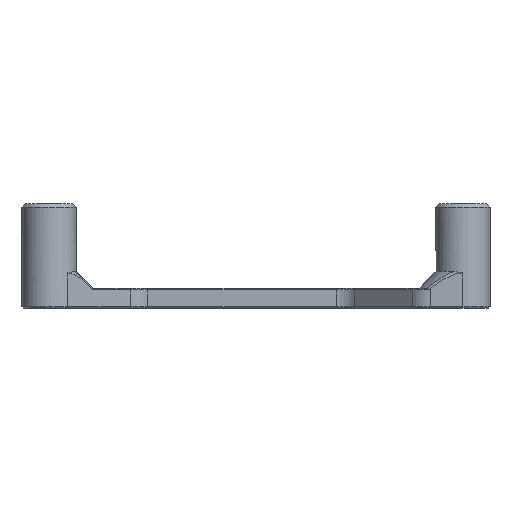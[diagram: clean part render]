
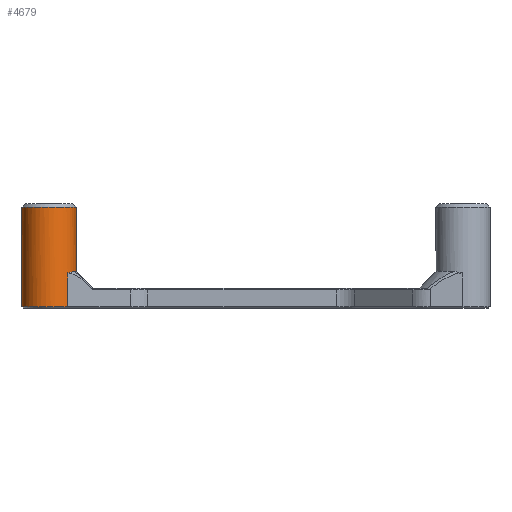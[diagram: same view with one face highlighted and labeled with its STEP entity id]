
A CAD part, left-side view. The second image highlights one B-rep face of the part: STEP entity #4679.
In plain terms, the highlighted cylindrical face has radius 3.2 mm (diameter 6.4 mm), a full revolution.
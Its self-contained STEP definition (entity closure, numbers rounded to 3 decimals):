
#41=B_SPLINE_CURVE_WITH_KNOTS('',3,(#7399,#7400,#7401,#7402,#7403,#7404,
#7405,#7406,#7407,#7408,#7409,#7410,#7411,#7412),.UNSPECIFIED.,.F.,.F.,
(4,2,2,2,2,2,4),(0.1,0.101,0.103,
0.107,0.114,0.131,0.2),
 .UNSPECIFIED.);
#42=B_SPLINE_CURVE_WITH_KNOTS('',3,(#7415,#7416,#7417,#7418,#7419,#7420,
#7421,#7422,#7423,#7424,#7425,#7426,#7427,#7428,#7429,#7430,#7431,#7432,
#7433,#7434,#7435,#7436,#7437,#7438,#7439,#7440,#7441,#7442,#7443,#7444,
#7445,#7446,#7447,#7448),.UNSPECIFIED.,.F.,.F.,(4,3,3,3,3,3,3,3,3,3,3,4),
(0.,0.012,0.025,0.037,0.047,
0.059,0.071,0.083,0.089,
0.096,0.099,0.1),.UNSPECIFIED.);
#142=CYLINDRICAL_SURFACE('',#5110,3.2);
#398=FACE_OUTER_BOUND('',#702,.T.);
#702=EDGE_LOOP('',(#3560,#3561,#3562,#3563,#3564,#3565,#3566,#3567,#3568,
#3569,#3570));
#1028=CIRCLE('',#5079,3.2);
#1039=CIRCLE('',#5111,3.2);
#1040=CIRCLE('',#5112,3.2);
#1041=CIRCLE('',#5113,3.2);
#1042=CIRCLE('',#5114,3.2);
#1298=LINE('',#7389,#1715);
#1299=LINE('',#7395,#1716);
#1300=LINE('',#7413,#1717);
#1715=VECTOR('',#5984,10.);
#1716=VECTOR('',#5989,3.2);
#1717=VECTOR('',#5992,10.);
#2160=VERTEX_POINT('',#7292);
#2161=VERTEX_POINT('',#7296);
#2183=VERTEX_POINT('',#7383);
#2184=VERTEX_POINT('',#7391);
#2185=VERTEX_POINT('',#7392);
#2186=VERTEX_POINT('',#7394);
#2187=VERTEX_POINT('',#7396);
#2188=VERTEX_POINT('',#7398);
#2189=VERTEX_POINT('',#7414);
#2648=EDGE_CURVE('',#2160,#2161,#1028,.T.);
#2690=EDGE_CURVE('',#2161,#2183,#1298,.T.);
#2691=EDGE_CURVE('',#2184,#2185,#1039,.T.);
#2692=EDGE_CURVE('',#2185,#2186,#1299,.T.);
#2693=EDGE_CURVE('',#2186,#2187,#1040,.T.);
#2694=EDGE_CURVE('',#2187,#2188,#41,.F.);
#2695=EDGE_CURVE('',#2160,#2188,#1300,.T.);
#2696=EDGE_CURVE('',#2183,#2189,#42,.F.);
#2697=EDGE_CURVE('',#2189,#2186,#1041,.T.);
#2698=EDGE_CURVE('',#2185,#2184,#1042,.T.);
#3560=ORIENTED_EDGE('',*,*,#2691,.T.);
#3561=ORIENTED_EDGE('',*,*,#2692,.T.);
#3562=ORIENTED_EDGE('',*,*,#2693,.T.);
#3563=ORIENTED_EDGE('',*,*,#2694,.T.);
#3564=ORIENTED_EDGE('',*,*,#2695,.F.);
#3565=ORIENTED_EDGE('',*,*,#2648,.T.);
#3566=ORIENTED_EDGE('',*,*,#2690,.T.);
#3567=ORIENTED_EDGE('',*,*,#2696,.T.);
#3568=ORIENTED_EDGE('',*,*,#2697,.T.);
#3569=ORIENTED_EDGE('',*,*,#2692,.F.);
#3570=ORIENTED_EDGE('',*,*,#2698,.T.);
#4679=ADVANCED_FACE('',(#398),#142,.T.);
#5079=AXIS2_PLACEMENT_3D('',#7298,#5893,#5894);
#5110=AXIS2_PLACEMENT_3D('',#7390,#5985,#5986);
#5111=AXIS2_PLACEMENT_3D('',#7393,#5987,#5988);
#5112=AXIS2_PLACEMENT_3D('',#7397,#5990,#5991);
#5113=AXIS2_PLACEMENT_3D('',#7449,#5993,#5994);
#5114=AXIS2_PLACEMENT_3D('',#7450,#5995,#5996);
#5893=DIRECTION('center_axis',(0.,0.,1.));
#5894=DIRECTION('ref_axis',(-1.,0.,0.));
#5984=DIRECTION('',(0.,0.,1.));
#5985=DIRECTION('center_axis',(0.,0.,-1.));
#5986=DIRECTION('ref_axis',(-1.,0.,0.));
#5987=DIRECTION('center_axis',(0.,0.,-1.));
#5988=DIRECTION('ref_axis',(1.,0.,0.));
#5989=DIRECTION('',(0.,0.,-1.));
#5990=DIRECTION('center_axis',(0.,0.,1.));
#5991=DIRECTION('ref_axis',(1.,0.,0.));
#5992=DIRECTION('',(0.,0.,1.));
#5993=DIRECTION('center_axis',(0.,0.,1.));
#5994=DIRECTION('ref_axis',(1.,0.,0.));
#5995=DIRECTION('center_axis',(0.,0.,-1.));
#5996=DIRECTION('ref_axis',(1.,0.,0.));
#7292=CARTESIAN_POINT('',(-118.171,27.695,0.2));
#7296=CARTESIAN_POINT('',(-122.829,23.305,0.2));
#7298=CARTESIAN_POINT('Origin',(-120.5,25.5,0.2));
#7383=CARTESIAN_POINT('',(-122.829,23.305,4.2));
#7389=CARTESIAN_POINT('',(-122.829,23.305,0.));
#7390=CARTESIAN_POINT('Origin',(-120.5,25.5,0.));
#7391=CARTESIAN_POINT('',(-123.7,25.5,12.));
#7392=CARTESIAN_POINT('',(-117.3,25.5,12.));
#7393=CARTESIAN_POINT('Origin',(-120.5,25.5,12.));
#7394=CARTESIAN_POINT('',(-117.3,25.5,4.4));
#7395=CARTESIAN_POINT('',(-117.3,25.5,0.));
#7396=CARTESIAN_POINT('',(-117.621,26.896,4.4));
#7397=CARTESIAN_POINT('Origin',(-120.5,25.5,4.4));
#7398=CARTESIAN_POINT('',(-118.171,27.695,4.2));
#7399=CARTESIAN_POINT('Ctrl Pts',(-118.171,27.695,4.2));
#7400=CARTESIAN_POINT('Ctrl Pts',(-118.17,27.694,4.2));
#7401=CARTESIAN_POINT('Ctrl Pts',(-118.17,27.693,4.2));
#7402=CARTESIAN_POINT('Ctrl Pts',(-118.163,27.686,4.2));
#7403=CARTESIAN_POINT('Ctrl Pts',(-118.158,27.681,4.2));
#7404=CARTESIAN_POINT('Ctrl Pts',(-118.145,27.666,4.2));
#7405=CARTESIAN_POINT('Ctrl Pts',(-118.137,27.658,4.201));
#7406=CARTESIAN_POINT('Ctrl Pts',(-118.113,27.631,4.201));
#7407=CARTESIAN_POINT('Ctrl Pts',(-118.097,27.614,4.202));
#7408=CARTESIAN_POINT('Ctrl Pts',(-118.044,27.552,4.207));
#7409=CARTESIAN_POINT('Ctrl Pts',(-118.007,27.507,4.212));
#7410=CARTESIAN_POINT('Ctrl Pts',(-117.831,27.28,4.25));
#7411=CARTESIAN_POINT('Ctrl Pts',(-117.714,27.089,4.311));
#7412=CARTESIAN_POINT('Ctrl Pts',(-117.621,26.896,4.4));
#7413=CARTESIAN_POINT('',(-118.171,27.695,0.));
#7414=CARTESIAN_POINT('',(-122.063,22.707,4.4));
#7415=CARTESIAN_POINT('Ctrl Pts',(-122.062,22.707,4.4));
#7416=CARTESIAN_POINT('Ctrl Pts',(-122.093,22.724,4.385));
#7417=CARTESIAN_POINT('Ctrl Pts',(-122.124,22.742,4.371));
#7418=CARTESIAN_POINT('Ctrl Pts',(-122.155,22.761,4.358));
#7419=CARTESIAN_POINT('Ctrl Pts',(-122.19,22.782,4.343));
#7420=CARTESIAN_POINT('Ctrl Pts',(-122.226,22.804,4.329));
#7421=CARTESIAN_POINT('Ctrl Pts',(-122.26,22.827,4.316));
#7422=CARTESIAN_POINT('Ctrl Pts',(-122.294,22.849,4.303));
#7423=CARTESIAN_POINT('Ctrl Pts',(-122.327,22.872,4.292));
#7424=CARTESIAN_POINT('Ctrl Pts',(-122.36,22.896,4.281));
#7425=CARTESIAN_POINT('Ctrl Pts',(-122.386,22.914,4.273));
#7426=CARTESIAN_POINT('Ctrl Pts',(-122.412,22.933,4.265));
#7427=CARTESIAN_POINT('Ctrl Pts',(-122.438,22.953,4.258));
#7428=CARTESIAN_POINT('Ctrl Pts',(-122.468,22.976,4.25));
#7429=CARTESIAN_POINT('Ctrl Pts',(-122.498,23.,4.242));
#7430=CARTESIAN_POINT('Ctrl Pts',(-122.527,23.024,4.236));
#7431=CARTESIAN_POINT('Ctrl Pts',(-122.558,23.049,4.229));
#7432=CARTESIAN_POINT('Ctrl Pts',(-122.587,23.074,4.223));
#7433=CARTESIAN_POINT('Ctrl Pts',(-122.617,23.1,4.218));
#7434=CARTESIAN_POINT('Ctrl Pts',(-122.648,23.128,4.213));
#7435=CARTESIAN_POINT('Ctrl Pts',(-122.679,23.156,4.209));
#7436=CARTESIAN_POINT('Ctrl Pts',(-122.709,23.185,4.206));
#7437=CARTESIAN_POINT('Ctrl Pts',(-122.724,23.199,4.205));
#7438=CARTESIAN_POINT('Ctrl Pts',(-122.739,23.214,4.203));
#7439=CARTESIAN_POINT('Ctrl Pts',(-122.754,23.228,4.202));
#7440=CARTESIAN_POINT('Ctrl Pts',(-122.768,23.243,4.202));
#7441=CARTESIAN_POINT('Ctrl Pts',(-122.783,23.257,4.201));
#7442=CARTESIAN_POINT('Ctrl Pts',(-122.797,23.272,4.2));
#7443=CARTESIAN_POINT('Ctrl Pts',(-122.804,23.279,4.2));
#7444=CARTESIAN_POINT('Ctrl Pts',(-122.81,23.286,4.2));
#7445=CARTESIAN_POINT('Ctrl Pts',(-122.817,23.293,4.2));
#7446=CARTESIAN_POINT('Ctrl Pts',(-122.821,23.297,4.2));
#7447=CARTESIAN_POINT('Ctrl Pts',(-122.825,23.301,4.2));
#7448=CARTESIAN_POINT('Ctrl Pts',(-122.829,23.305,4.2));
#7449=CARTESIAN_POINT('Origin',(-120.5,25.5,4.4));
#7450=CARTESIAN_POINT('Origin',(-120.5,25.5,12.));
